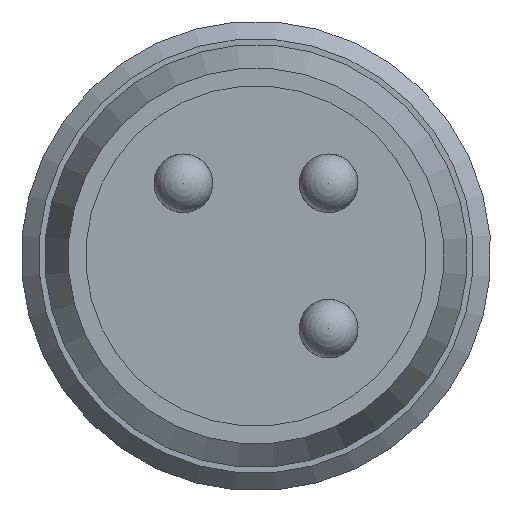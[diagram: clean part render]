
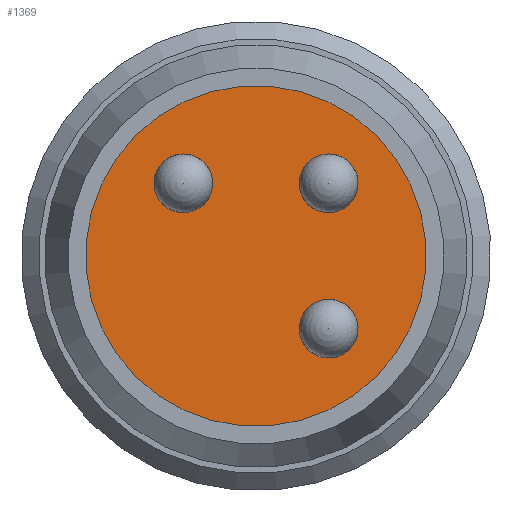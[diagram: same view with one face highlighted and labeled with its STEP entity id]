
A CAD part, front view. The second image highlights one B-rep face of the part: STEP entity #1369.
In plain terms, the highlighted planar face has unit normal (0, -1, 0).
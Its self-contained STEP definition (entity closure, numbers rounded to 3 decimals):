
#73=FACE_BOUND('',#269,.T.);
#74=FACE_BOUND('',#270,.T.);
#75=FACE_BOUND('',#271,.T.);
#109=PLANE('',#1537);
#164=FACE_OUTER_BOUND('',#268,.T.);
#268=EDGE_LOOP('',(#1000,#1001));
#269=EDGE_LOOP('',(#1002));
#270=EDGE_LOOP('',(#1003));
#271=EDGE_LOOP('',(#1004));
#461=CIRCLE('',#1535,2.9);
#462=CIRCLE('',#1536,2.9);
#463=CIRCLE('',#1538,0.5);
#464=CIRCLE('',#1539,0.5);
#465=CIRCLE('',#1540,0.5);
#583=VERTEX_POINT('',#2285);
#584=VERTEX_POINT('',#2286);
#585=VERTEX_POINT('',#2291);
#586=VERTEX_POINT('',#2293);
#587=VERTEX_POINT('',#2295);
#733=EDGE_CURVE('',#583,#584,#461,.T.);
#735=EDGE_CURVE('',#584,#583,#462,.T.);
#736=EDGE_CURVE('',#585,#585,#463,.T.);
#737=EDGE_CURVE('',#586,#586,#464,.T.);
#738=EDGE_CURVE('',#587,#587,#465,.T.);
#1000=ORIENTED_EDGE('',*,*,#733,.F.);
#1001=ORIENTED_EDGE('',*,*,#735,.F.);
#1002=ORIENTED_EDGE('',*,*,#736,.T.);
#1003=ORIENTED_EDGE('',*,*,#737,.T.);
#1004=ORIENTED_EDGE('',*,*,#738,.T.);
#1369=ADVANCED_FACE('',(#164,#73,#74,#75),#109,.T.);
#1535=AXIS2_PLACEMENT_3D('',#2287,#1868,#1869);
#1536=AXIS2_PLACEMENT_3D('',#2289,#1871,#1872);
#1537=AXIS2_PLACEMENT_3D('',#2290,#1873,#1874);
#1538=AXIS2_PLACEMENT_3D('',#2292,#1875,#1876);
#1539=AXIS2_PLACEMENT_3D('',#2294,#1877,#1878);
#1540=AXIS2_PLACEMENT_3D('',#2296,#1879,#1880);
#1868=DIRECTION('center_axis',(0.,1.,0.));
#1869=DIRECTION('ref_axis',(0.707,0.,0.707));
#1871=DIRECTION('center_axis',(0.,1.,0.));
#1872=DIRECTION('ref_axis',(0.707,0.,0.707));
#1873=DIRECTION('center_axis',(0.,-1.,0.));
#1874=DIRECTION('ref_axis',(-0.707,0.,-0.707));
#1875=DIRECTION('center_axis',(0.,1.,0.));
#1876=DIRECTION('ref_axis',(0.707,0.,-0.707));
#1877=DIRECTION('center_axis',(0.,1.,0.));
#1878=DIRECTION('ref_axis',(0.707,0.,-0.707));
#1879=DIRECTION('center_axis',(0.,1.,0.));
#1880=DIRECTION('ref_axis',(0.707,0.,-0.707));
#2285=CARTESIAN_POINT('',(-24.136,-13.033,29.206));
#2286=CARTESIAN_POINT('',(-28.237,-13.033,25.104));
#2287=CARTESIAN_POINT('Origin',(-26.186,-13.033,27.155));
#2289=CARTESIAN_POINT('Origin',(-26.186,-13.033,27.155));
#2290=CARTESIAN_POINT('Origin',(-25.161,-13.033,28.18));
#2291=CARTESIAN_POINT('',(-25.302,-13.033,26.271));
#2292=CARTESIAN_POINT('Origin',(-24.949,-13.033,25.918));
#2293=CARTESIAN_POINT('',(-27.777,-13.033,28.746));
#2294=CARTESIAN_POINT('Origin',(-27.424,-13.033,28.392));
#2295=CARTESIAN_POINT('',(-25.302,-13.033,28.746));
#2296=CARTESIAN_POINT('Origin',(-24.949,-13.033,28.392));
